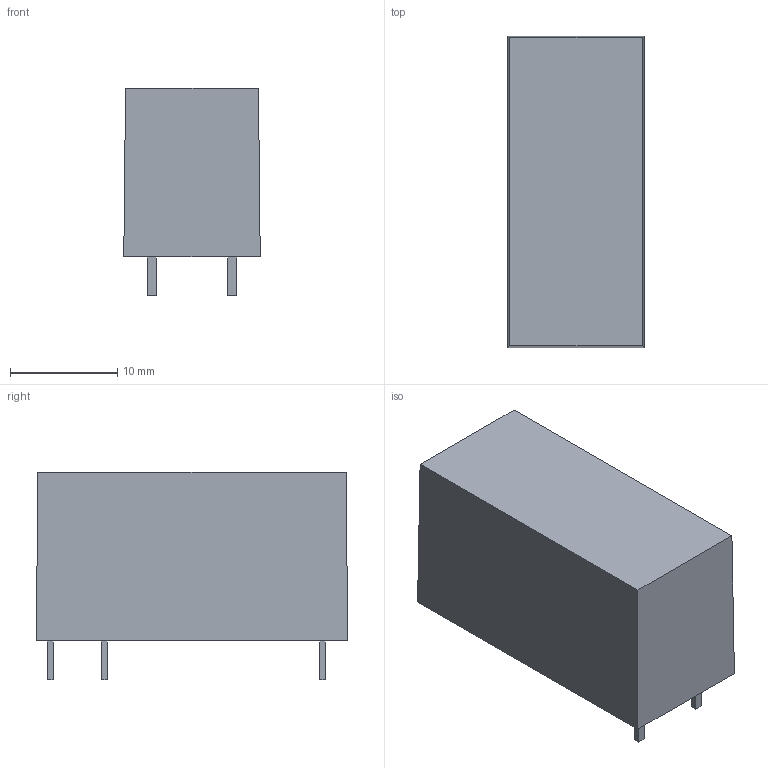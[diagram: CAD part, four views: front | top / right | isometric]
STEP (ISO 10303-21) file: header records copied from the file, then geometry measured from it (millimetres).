
FILE_DESCRIPTION(('CATIA V5R24 STEP','CAx-IF Rec.Pracs.--- Model Styling and Organization---1.2---2011-12-15'),'2;1');
FILE_NAME ('6325902_4', '2017-07-13T08:13:34+00:00', ('Weidmueller Interface'), ('Weidmueller'), 'CATIA Version 5-6 Release 2014 SP4', 'CATIA V5 STEP AP214', 'none');
FILE_SCHEMA(('AUTOMOTIVE_DESIGN { 1 0 10303 214 1 1 1 1 }'));
Length unit declared in the file: millimetre
Products named in the file (1): 1132290000
Bounding box: 12.7 x 29 x 19.3 mm (x, y, z)
Volume: 5681.8 mm3; surface area: 2065.4 mm2
Topology: 5 solids, 5 shells, 30 faces, 68 edges, 48 vertices
Faces by surface type: plane 30
Entity records: 875 total; most frequent: CARTESIAN_POINT 141, ORIENTED_EDGE 136, DIRECTION 116, VECTOR 68, EDGE_CURVE 68, LINE 68, VERTEX_POINT 48, ADVANCED_FACE 30
